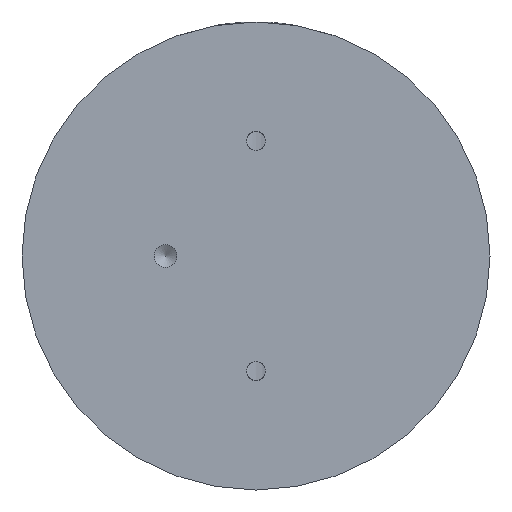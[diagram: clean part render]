
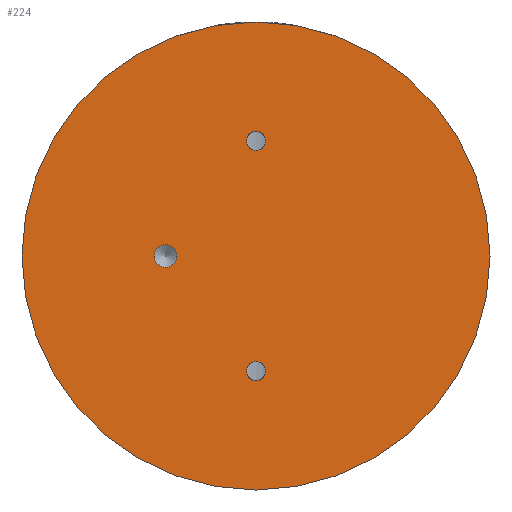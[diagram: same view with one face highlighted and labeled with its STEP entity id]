
A CAD part, front view. The second image highlights one B-rep face of the part: STEP entity #224.
In plain terms, the highlighted planar face has unit normal (0, -1, 0).
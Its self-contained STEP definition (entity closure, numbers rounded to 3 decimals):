
#28=FACE_BOUND('',#60,.T.);
#29=FACE_BOUND('',#61,.T.);
#30=FACE_BOUND('',#62,.T.);
#33=PLANE('',#270);
#44=FACE_OUTER_BOUND('',#59,.T.);
#59=EDGE_LOOP('',(#200,#201));
#60=EDGE_LOOP('',(#202,#203));
#61=EDGE_LOOP('',(#204,#205));
#62=EDGE_LOOP('',(#206,#207));
#84=CIRCLE('',#254,2.459);
#85=CIRCLE('',#255,2.459);
#86=CIRCLE('',#257,2.067);
#87=CIRCLE('',#258,2.067);
#88=CIRCLE('',#260,2.067);
#89=CIRCLE('',#261,2.067);
#92=CIRCLE('',#267,50.8);
#93=CIRCLE('',#268,50.8);
#100=VERTEX_POINT('',#351);
#101=VERTEX_POINT('',#352);
#102=VERTEX_POINT('',#357);
#103=VERTEX_POINT('',#358);
#106=VERTEX_POINT('',#401);
#107=VERTEX_POINT('',#402);
#116=VERTEX_POINT('',#496);
#117=VERTEX_POINT('',#498);
#125=EDGE_CURVE('',#100,#101,#84,.T.);
#126=EDGE_CURVE('',#101,#100,#85,.T.);
#128=EDGE_CURVE('',#102,#103,#86,.T.);
#129=EDGE_CURVE('',#103,#102,#87,.T.);
#133=EDGE_CURVE('',#106,#107,#88,.T.);
#134=EDGE_CURVE('',#107,#106,#89,.T.);
#146=EDGE_CURVE('',#116,#117,#92,.T.);
#147=EDGE_CURVE('',#117,#116,#93,.T.);
#200=ORIENTED_EDGE('',*,*,#147,.F.);
#201=ORIENTED_EDGE('',*,*,#146,.F.);
#202=ORIENTED_EDGE('',*,*,#125,.T.);
#203=ORIENTED_EDGE('',*,*,#126,.T.);
#204=ORIENTED_EDGE('',*,*,#128,.T.);
#205=ORIENTED_EDGE('',*,*,#129,.T.);
#206=ORIENTED_EDGE('',*,*,#133,.T.);
#207=ORIENTED_EDGE('',*,*,#134,.T.);
#224=ADVANCED_FACE('',(#44,#28,#29,#30),#33,.F.);
#254=AXIS2_PLACEMENT_3D('',#353,#293,#294);
#255=AXIS2_PLACEMENT_3D('',#354,#295,#296);
#257=AXIS2_PLACEMENT_3D('',#359,#300,#301);
#258=AXIS2_PLACEMENT_3D('',#360,#302,#303);
#260=AXIS2_PLACEMENT_3D('',#403,#307,#308);
#261=AXIS2_PLACEMENT_3D('',#404,#309,#310);
#267=AXIS2_PLACEMENT_3D('',#499,#325,#326);
#268=AXIS2_PLACEMENT_3D('',#500,#327,#328);
#270=AXIS2_PLACEMENT_3D('',#502,#331,#332);
#293=DIRECTION('center_axis',(0.,1.,0.));
#294=DIRECTION('ref_axis',(1.,0.,0.));
#295=DIRECTION('center_axis',(0.,1.,0.));
#296=DIRECTION('ref_axis',(1.,0.,0.));
#300=DIRECTION('center_axis',(0.,1.,0.));
#301=DIRECTION('ref_axis',(1.,0.,0.));
#302=DIRECTION('center_axis',(0.,1.,0.));
#303=DIRECTION('ref_axis',(1.,0.,0.));
#307=DIRECTION('center_axis',(0.,1.,0.));
#308=DIRECTION('ref_axis',(1.,0.,0.));
#309=DIRECTION('center_axis',(0.,1.,0.));
#310=DIRECTION('ref_axis',(1.,0.,0.));
#325=DIRECTION('center_axis',(0.,1.,0.));
#326=DIRECTION('ref_axis',(-1.,0.,0.));
#327=DIRECTION('center_axis',(0.,1.,0.));
#328=DIRECTION('ref_axis',(-1.,0.,0.));
#331=DIRECTION('center_axis',(0.,1.,0.));
#332=DIRECTION('ref_axis',(0.,0.,1.));
#351=CARTESIAN_POINT('',(-17.169,0.,0.));
#352=CARTESIAN_POINT('',(-22.086,0.,0.));
#353=CARTESIAN_POINT('Origin',(-19.627,0.,0.));
#354=CARTESIAN_POINT('Origin',(-19.627,0.,0.));
#357=CARTESIAN_POINT('',(2.067,0.,25.));
#358=CARTESIAN_POINT('',(-2.067,0.,25.));
#359=CARTESIAN_POINT('Origin',(0.,0.,25.));
#360=CARTESIAN_POINT('Origin',(0.,0.,25.));
#401=CARTESIAN_POINT('',(2.067,0.,-25.));
#402=CARTESIAN_POINT('',(-2.067,0.,-25.));
#403=CARTESIAN_POINT('Origin',(0.,0.,-25.));
#404=CARTESIAN_POINT('Origin',(0.,0.,-25.));
#496=CARTESIAN_POINT('',(50.8,0.,0.));
#498=CARTESIAN_POINT('',(-50.8,0.,0.));
#499=CARTESIAN_POINT('Origin',(0.,0.,0.));
#500=CARTESIAN_POINT('Origin',(0.,0.,0.));
#502=CARTESIAN_POINT('Origin',(0.,0.,0.));
